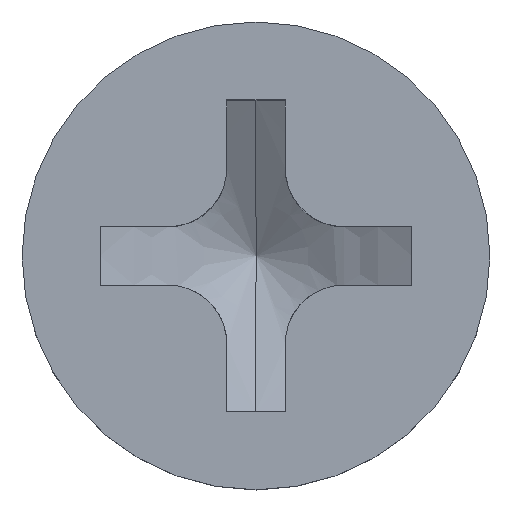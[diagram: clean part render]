
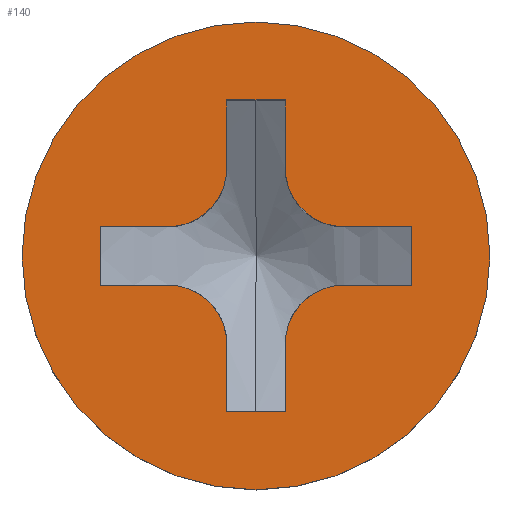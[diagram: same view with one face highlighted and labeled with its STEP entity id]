
A CAD part, top view. The second image highlights one B-rep face of the part: STEP entity #140.
In plain terms, the highlighted planar face has unit normal (0, 0, 1).
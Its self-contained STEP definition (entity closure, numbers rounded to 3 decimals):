
#6 = LINE ( 'NONE', #850, #762 ) ;
#9 = CARTESIAN_POINT ( 'NONE',  ( -0.45, -0.45, 0. ) ) ;
#11 = CARTESIAN_POINT ( 'NONE',  ( -0.15, 0.45, 0. ) ) ;
#43 = CARTESIAN_POINT ( 'NONE',  ( 0.15, -0.8, 0. ) ) ;
#46 = CARTESIAN_POINT ( 'NONE',  ( 0., 0., 0. ) ) ;
#47 = VERTEX_POINT ( 'NONE', #322 ) ;
#54 = EDGE_CURVE ( 'NONE', #369, #59, #941, .T. ) ;
#56 = VERTEX_POINT ( 'NONE', #336 ) ;
#59 = VERTEX_POINT ( 'NONE', #274 ) ;
#64 = EDGE_CURVE ( 'NONE', #56, #525, #351, .T. ) ;
#68 = VECTOR ( 'NONE', #168, 1000. ) ;
#74 = LINE ( 'NONE', #385, #714 ) ;
#77 = VECTOR ( 'NONE', #881, 1000. ) ;
#101 = EDGE_CURVE ( 'NONE', #363, #985, #771, .T. ) ;
#106 = CARTESIAN_POINT ( 'NONE',  ( 0.15, 0.8, 0. ) ) ;
#109 = ORIENTED_EDGE ( 'NONE', *, *, #490, .T. ) ;
#113 = EDGE_CURVE ( 'NONE', #59, #296, #410, .T. ) ;
#123 = CARTESIAN_POINT ( 'NONE',  ( 0., 0.15, 0. ) ) ;
#125 = EDGE_CURVE ( 'NONE', #56, #793, #499, .T. ) ;
#135 = ORIENTED_EDGE ( 'NONE', *, *, #444, .F. ) ;
#140 = ADVANCED_FACE ( 'NONE', ( #346, #963 ), #877, .T. ) ;
#148 = CARTESIAN_POINT ( 'NONE',  ( 0., 0., 0. ) ) ;
#152 = ORIENTED_EDGE ( 'NONE', *, *, #220, .F. ) ;
#165 = ORIENTED_EDGE ( 'NONE', *, *, #54, .F. ) ;
#166 = DIRECTION ( 'NONE',  ( -1., 0., 0. ) ) ;
#168 = DIRECTION ( 'NONE',  ( 1., 0., 0. ) ) ;
#180 = CARTESIAN_POINT ( 'NONE',  ( 0.15, -0.15, 0. ) ) ;
#190 = DIRECTION ( 'NONE',  ( 0., 1., 0. ) ) ;
#198 = ORIENTED_EDGE ( 'NONE', *, *, #672, .F. ) ;
#208 = CARTESIAN_POINT ( 'NONE',  ( 0., 1.2, 0. ) ) ;
#209 = AXIS2_PLACEMENT_3D ( 'NONE', #426, #565, #651 ) ;
#220 = EDGE_CURVE ( 'NONE', #745, #525, #585, .T. ) ;
#229 = LINE ( 'NONE', #678, #990 ) ;
#249 = AXIS2_PLACEMENT_3D ( 'NONE', #46, #421, #190 ) ;
#251 = CARTESIAN_POINT ( 'NONE',  ( -0.15, -0.8, 0. ) ) ;
#261 = CARTESIAN_POINT ( 'NONE',  ( -0.8, 0.15, 0. ) ) ;
#265 = CARTESIAN_POINT ( 'NONE',  ( 0.8, -0.15, 0. ) ) ;
#268 = CARTESIAN_POINT ( 'NONE',  ( 0.45, -0.45, 0. ) ) ;
#274 = CARTESIAN_POINT ( 'NONE',  ( 0.15, -0.8, 0. ) ) ;
#295 = EDGE_CURVE ( 'NONE', #817, #943, #229, .T. ) ;
#296 = VERTEX_POINT ( 'NONE', #380 ) ;
#297 = LINE ( 'NONE', #760, #497 ) ;
#304 = EDGE_CURVE ( 'NONE', #985, #363, #448, .T. ) ;
#308 = CARTESIAN_POINT ( 'NONE',  ( 0.8, 0.15, 0. ) ) ;
#311 = CARTESIAN_POINT ( 'NONE',  ( -0.15, 0.8, 0. ) ) ;
#314 = AXIS2_PLACEMENT_3D ( 'NONE', #9, #558, #871 ) ;
#318 = DIRECTION ( 'NONE',  ( 0., -1., 0. ) ) ;
#319 = ORIENTED_EDGE ( 'NONE', *, *, #437, .T. ) ;
#322 = CARTESIAN_POINT ( 'NONE',  ( 0.45, -0.15, 0. ) ) ;
#329 = CIRCLE ( 'NONE', #374, 0.3 ) ;
#332 = LINE ( 'NONE', #261, #883 ) ;
#336 = CARTESIAN_POINT ( 'NONE',  ( -0.45, 0.15, 0. ) ) ;
#344 = DIRECTION ( 'NONE',  ( 0., -1., 0. ) ) ;
#345 = AXIS2_PLACEMENT_3D ( 'NONE', #148, #684, #976 ) ;
#346 = FACE_BOUND ( 'NONE', #528, .T. ) ;
#351 = CIRCLE ( 'NONE', #209, 0.3 ) ;
#363 = VERTEX_POINT ( 'NONE', #900 ) ;
#365 = ORIENTED_EDGE ( 'NONE', *, *, #113, .F. ) ;
#369 = VERTEX_POINT ( 'NONE', #600 ) ;
#372 = CARTESIAN_POINT ( 'NONE',  ( -0.45, -0.15, 0. ) ) ;
#374 = AXIS2_PLACEMENT_3D ( 'NONE', #268, #885, #344 ) ;
#378 = DIRECTION ( 'NONE',  ( 0., -1., 0. ) ) ;
#380 = CARTESIAN_POINT ( 'NONE',  ( 0.15, -0.45, 0. ) ) ;
#381 = ORIENTED_EDGE ( 'NONE', *, *, #304, .F. ) ;
#383 = VERTEX_POINT ( 'NONE', #372 ) ;
#385 = CARTESIAN_POINT ( 'NONE',  ( 0.15, 0.8, 0. ) ) ;
#395 = CARTESIAN_POINT ( 'NONE',  ( -0.8, -0.15, 0. ) ) ;
#397 = EDGE_CURVE ( 'NONE', #47, #923, #399, .T. ) ;
#399 = LINE ( 'NONE', #180, #68 ) ;
#410 = LINE ( 'NONE', #43, #77 ) ;
#421 = DIRECTION ( 'NONE',  ( 0., 0., -1. ) ) ;
#426 = CARTESIAN_POINT ( 'NONE',  ( -0.45, 0.45, 0. ) ) ;
#427 = EDGE_LOOP ( 'NONE', ( #381, #454 ) ) ;
#434 = CARTESIAN_POINT ( 'NONE',  ( -0.15, 0.8, 0. ) ) ;
#437 = EDGE_CURVE ( 'NONE', #777, #383, #895, .T. ) ;
#441 = ORIENTED_EDGE ( 'NONE', *, *, #671, .F. ) ;
#444 = EDGE_CURVE ( 'NONE', #793, #483, #332, .T. ) ;
#448 = CIRCLE ( 'NONE', #345, 1.2 ) ;
#453 = LINE ( 'NONE', #740, #478 ) ;
#454 = ORIENTED_EDGE ( 'NONE', *, *, #101, .F. ) ;
#468 = DIRECTION ( 'NONE',  ( 0., 1., 0. ) ) ;
#478 = VECTOR ( 'NONE', #835, 1000. ) ;
#483 = VERTEX_POINT ( 'NONE', #395 ) ;
#486 = VERTEX_POINT ( 'NONE', #548 ) ;
#490 = EDGE_CURVE ( 'NONE', #817, #486, #742, .T. ) ;
#497 = VECTOR ( 'NONE', #378, 1000. ) ;
#499 = LINE ( 'NONE', #719, #957 ) ;
#525 = VERTEX_POINT ( 'NONE', #11 ) ;
#528 = EDGE_LOOP ( 'NONE', ( #198, #319, #607, #135, #994, #603, #152, #867, #665, #109, #905, #441, #612, #830, #365, #165 ) ) ;
#534 = VERTEX_POINT ( 'NONE', #308 ) ;
#548 = CARTESIAN_POINT ( 'NONE',  ( 0.45, 0.15, 0. ) ) ;
#558 = DIRECTION ( 'NONE',  ( 0., 0., 1. ) ) ;
#564 = AXIS2_PLACEMENT_3D ( 'NONE', #123, #807, #800 ) ;
#565 = DIRECTION ( 'NONE',  ( 0., 0., 1. ) ) ;
#585 = LINE ( 'NONE', #434, #979 ) ;
#592 = DIRECTION ( 'NONE',  ( 0., 1., 0. ) ) ;
#600 = CARTESIAN_POINT ( 'NONE',  ( -0.15, -0.8, 0. ) ) ;
#603 = ORIENTED_EDGE ( 'NONE', *, *, #64, .T. ) ;
#607 = ORIENTED_EDGE ( 'NONE', *, *, #982, .F. ) ;
#612 = ORIENTED_EDGE ( 'NONE', *, *, #397, .F. ) ;
#614 = CARTESIAN_POINT ( 'NONE',  ( 0.8, 0.15, 0. ) ) ;
#620 = VECTOR ( 'NONE', #166, 1000. ) ;
#639 = DIRECTION ( 'NONE',  ( 0., -1., 0. ) ) ;
#644 = DIRECTION ( 'NONE',  ( -1., 0., 0. ) ) ;
#647 = DIRECTION ( 'NONE',  ( 1., 0., 0. ) ) ;
#651 = DIRECTION ( 'NONE',  ( 0., -1., 0. ) ) ;
#660 = DIRECTION ( 'NONE',  ( 0., -1., 0. ) ) ;
#665 = ORIENTED_EDGE ( 'NONE', *, *, #295, .F. ) ;
#671 = EDGE_CURVE ( 'NONE', #923, #534, #6, .T. ) ;
#672 = EDGE_CURVE ( 'NONE', #777, #369, #297, .T. ) ;
#678 = CARTESIAN_POINT ( 'NONE',  ( 0.15, 0.15, 0. ) ) ;
#684 = DIRECTION ( 'NONE',  ( 0., 0., -1. ) ) ;
#695 = EDGE_CURVE ( 'NONE', #534, #486, #995, .T. ) ;
#699 = DIRECTION ( 'NONE',  ( 0., 0., 1. ) ) ;
#714 = VECTOR ( 'NONE', #945, 1000. ) ;
#719 = CARTESIAN_POINT ( 'NONE',  ( -0.15, 0.15, 0. ) ) ;
#740 = CARTESIAN_POINT ( 'NONE',  ( -0.8, -0.15, 0. ) ) ;
#742 = CIRCLE ( 'NONE', #930, 0.3 ) ;
#745 = VERTEX_POINT ( 'NONE', #311 ) ;
#748 = CARTESIAN_POINT ( 'NONE',  ( -0.8, 0.15, 0. ) ) ;
#760 = CARTESIAN_POINT ( 'NONE',  ( -0.15, -0.15, 0. ) ) ;
#762 = VECTOR ( 'NONE', #468, 1000. ) ;
#771 = CIRCLE ( 'NONE', #249, 1.2 ) ;
#777 = VERTEX_POINT ( 'NONE', #996 ) ;
#788 = VECTOR ( 'NONE', #647, 1000. ) ;
#793 = VERTEX_POINT ( 'NONE', #748 ) ;
#800 = DIRECTION ( 'NONE',  ( 0., -1., 0. ) ) ;
#807 = DIRECTION ( 'NONE',  ( 0., 0., 1. ) ) ;
#817 = VERTEX_POINT ( 'NONE', #1003 ) ;
#830 = ORIENTED_EDGE ( 'NONE', *, *, #960, .T. ) ;
#832 = EDGE_CURVE ( 'NONE', #943, #745, #74, .T. ) ;
#835 = DIRECTION ( 'NONE',  ( 1., 0., 0. ) ) ;
#850 = CARTESIAN_POINT ( 'NONE',  ( 0.8, -0.15, 0. ) ) ;
#858 = CARTESIAN_POINT ( 'NONE',  ( 0.45, 0.45, 0. ) ) ;
#867 = ORIENTED_EDGE ( 'NONE', *, *, #832, .F. ) ;
#871 = DIRECTION ( 'NONE',  ( 0., -1., 0. ) ) ;
#877 = PLANE ( 'NONE',  #564 ) ;
#881 = DIRECTION ( 'NONE',  ( 0., 1., 0. ) ) ;
#883 = VECTOR ( 'NONE', #318, 1000. ) ;
#885 = DIRECTION ( 'NONE',  ( 0., 0., 1. ) ) ;
#895 = CIRCLE ( 'NONE', #314, 0.3 ) ;
#900 = CARTESIAN_POINT ( 'NONE',  ( 0., -1.2, 0. ) ) ;
#905 = ORIENTED_EDGE ( 'NONE', *, *, #695, .F. ) ;
#923 = VERTEX_POINT ( 'NONE', #265 ) ;
#930 = AXIS2_PLACEMENT_3D ( 'NONE', #858, #699, #639 ) ;
#941 = LINE ( 'NONE', #251, #788 ) ;
#943 = VERTEX_POINT ( 'NONE', #106 ) ;
#945 = DIRECTION ( 'NONE',  ( -1., 0., 0. ) ) ;
#957 = VECTOR ( 'NONE', #644, 1000. ) ;
#960 = EDGE_CURVE ( 'NONE', #47, #296, #329, .T. ) ;
#963 = FACE_OUTER_BOUND ( 'NONE', #427, .T. ) ;
#976 = DIRECTION ( 'NONE',  ( 0., 1., 0. ) ) ;
#979 = VECTOR ( 'NONE', #660, 1000. ) ;
#982 = EDGE_CURVE ( 'NONE', #483, #383, #453, .T. ) ;
#985 = VERTEX_POINT ( 'NONE', #208 ) ;
#990 = VECTOR ( 'NONE', #592, 1000. ) ;
#994 = ORIENTED_EDGE ( 'NONE', *, *, #125, .F. ) ;
#995 = LINE ( 'NONE', #614, #620 ) ;
#996 = CARTESIAN_POINT ( 'NONE',  ( -0.15, -0.45, 0. ) ) ;
#1003 = CARTESIAN_POINT ( 'NONE',  ( 0.15, 0.45, 0. ) ) ;
